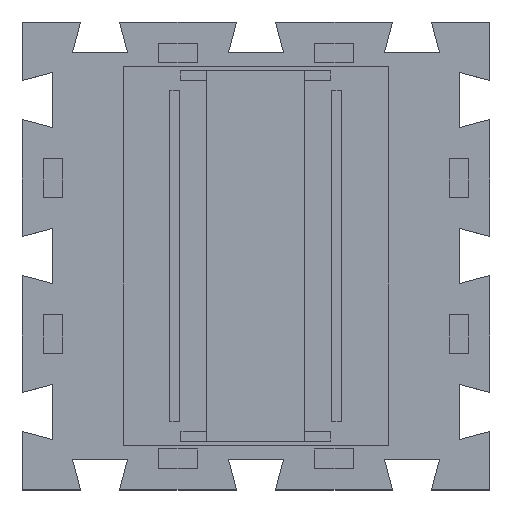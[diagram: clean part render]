
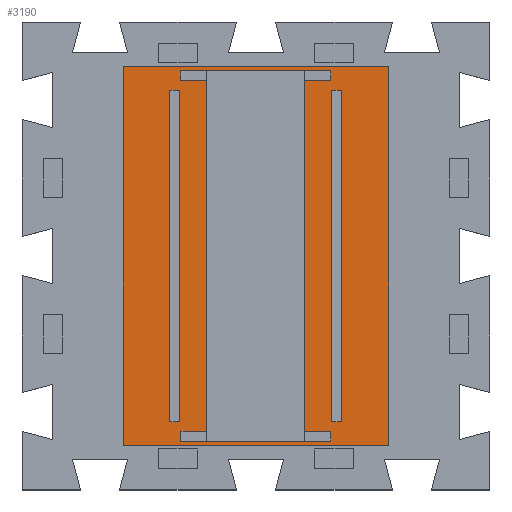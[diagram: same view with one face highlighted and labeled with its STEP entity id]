
A CAD part, top view. The second image highlights one B-rep face of the part: STEP entity #3190.
In plain terms, the highlighted planar face has unit normal (0, 0, 1).
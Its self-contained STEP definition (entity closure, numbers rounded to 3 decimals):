
#15=FACE_BOUND('',#356,.T.);
#16=FACE_BOUND('',#357,.T.);
#17=FACE_BOUND('',#358,.T.);
#186=FACE_OUTER_BOUND('',#355,.T.);
#355=EDGE_LOOP('',(#2727,#2728,#2729,#2730));
#356=EDGE_LOOP('',(#2731,#2732,#2733,#2734));
#357=EDGE_LOOP('',(#2735,#2736,#2737,#2738));
#358=EDGE_LOOP('',(#2739,#2740,#2741,#2742,#2743,#2744,#2745,#2746,#2747,
#2748,#2749,#2750));
#737=LINE('',#4918,#1177);
#741=LINE('',#4925,#1181);
#744=LINE('',#4931,#1184);
#746=LINE('',#4934,#1186);
#749=LINE('',#4942,#1189);
#753=LINE('',#4949,#1193);
#756=LINE('',#4955,#1196);
#758=LINE('',#4958,#1198);
#759=LINE('',#4962,#1199);
#760=LINE('',#4964,#1200);
#761=LINE('',#4966,#1201);
#762=LINE('',#4967,#1202);
#763=LINE('',#4970,#1203);
#764=LINE('',#4972,#1204);
#765=LINE('',#4974,#1205);
#766=LINE('',#4976,#1206);
#767=LINE('',#4978,#1207);
#768=LINE('',#4980,#1208);
#769=LINE('',#4982,#1209);
#770=LINE('',#4984,#1210);
#771=LINE('',#4986,#1211);
#772=LINE('',#4988,#1212);
#773=LINE('',#4990,#1213);
#774=LINE('',#4991,#1214);
#1177=VECTOR('',#4035,10.);
#1181=VECTOR('',#4041,10.);
#1184=VECTOR('',#4046,10.);
#1186=VECTOR('',#4050,10.);
#1189=VECTOR('',#4055,10.);
#1193=VECTOR('',#4061,10.);
#1196=VECTOR('',#4066,10.);
#1198=VECTOR('',#4070,10.);
#1199=VECTOR('',#4073,10.);
#1200=VECTOR('',#4074,10.);
#1201=VECTOR('',#4075,10.);
#1202=VECTOR('',#4076,10.);
#1203=VECTOR('',#4077,10.);
#1204=VECTOR('',#4078,10.);
#1205=VECTOR('',#4079,10.);
#1206=VECTOR('',#4080,10.);
#1207=VECTOR('',#4081,10.);
#1208=VECTOR('',#4082,10.);
#1209=VECTOR('',#4083,10.);
#1210=VECTOR('',#4084,10.);
#1211=VECTOR('',#4085,10.);
#1212=VECTOR('',#4086,10.);
#1213=VECTOR('',#4087,10.);
#1214=VECTOR('',#4088,10.);
#1501=VERTEX_POINT('',#4915);
#1502=VERTEX_POINT('',#4917);
#1504=VERTEX_POINT('',#4923);
#1506=VERTEX_POINT('',#4929);
#1509=VERTEX_POINT('',#4939);
#1510=VERTEX_POINT('',#4941);
#1512=VERTEX_POINT('',#4947);
#1514=VERTEX_POINT('',#4953);
#1515=VERTEX_POINT('',#4960);
#1516=VERTEX_POINT('',#4961);
#1517=VERTEX_POINT('',#4963);
#1518=VERTEX_POINT('',#4965);
#1519=VERTEX_POINT('',#4968);
#1520=VERTEX_POINT('',#4969);
#1521=VERTEX_POINT('',#4971);
#1522=VERTEX_POINT('',#4973);
#1523=VERTEX_POINT('',#4975);
#1524=VERTEX_POINT('',#4977);
#1525=VERTEX_POINT('',#4979);
#1526=VERTEX_POINT('',#4981);
#1527=VERTEX_POINT('',#4983);
#1528=VERTEX_POINT('',#4985);
#1529=VERTEX_POINT('',#4987);
#1530=VERTEX_POINT('',#4989);
#1909=EDGE_CURVE('',#1502,#1501,#737,.T.);
#1913=EDGE_CURVE('',#1501,#1504,#741,.T.);
#1916=EDGE_CURVE('',#1504,#1506,#744,.T.);
#1918=EDGE_CURVE('',#1506,#1502,#746,.T.);
#1921=EDGE_CURVE('',#1510,#1509,#749,.T.);
#1925=EDGE_CURVE('',#1509,#1512,#753,.T.);
#1928=EDGE_CURVE('',#1512,#1514,#756,.T.);
#1930=EDGE_CURVE('',#1514,#1510,#758,.T.);
#1931=EDGE_CURVE('',#1515,#1516,#759,.T.);
#1932=EDGE_CURVE('',#1516,#1517,#760,.T.);
#1933=EDGE_CURVE('',#1517,#1518,#761,.T.);
#1934=EDGE_CURVE('',#1518,#1515,#762,.T.);
#1935=EDGE_CURVE('',#1519,#1520,#763,.T.);
#1936=EDGE_CURVE('',#1521,#1519,#764,.T.);
#1937=EDGE_CURVE('',#1522,#1521,#765,.T.);
#1938=EDGE_CURVE('',#1523,#1522,#766,.T.);
#1939=EDGE_CURVE('',#1524,#1523,#767,.T.);
#1940=EDGE_CURVE('',#1525,#1524,#768,.T.);
#1941=EDGE_CURVE('',#1526,#1525,#769,.T.);
#1942=EDGE_CURVE('',#1527,#1526,#770,.T.);
#1943=EDGE_CURVE('',#1528,#1527,#771,.T.);
#1944=EDGE_CURVE('',#1529,#1528,#772,.T.);
#1945=EDGE_CURVE('',#1530,#1529,#773,.T.);
#1946=EDGE_CURVE('',#1520,#1530,#774,.T.);
#2727=ORIENTED_EDGE('',*,*,#1931,.T.);
#2728=ORIENTED_EDGE('',*,*,#1932,.T.);
#2729=ORIENTED_EDGE('',*,*,#1933,.T.);
#2730=ORIENTED_EDGE('',*,*,#1934,.T.);
#2731=ORIENTED_EDGE('',*,*,#1909,.T.);
#2732=ORIENTED_EDGE('',*,*,#1913,.T.);
#2733=ORIENTED_EDGE('',*,*,#1916,.T.);
#2734=ORIENTED_EDGE('',*,*,#1918,.T.);
#2735=ORIENTED_EDGE('',*,*,#1921,.T.);
#2736=ORIENTED_EDGE('',*,*,#1925,.T.);
#2737=ORIENTED_EDGE('',*,*,#1928,.T.);
#2738=ORIENTED_EDGE('',*,*,#1930,.T.);
#2739=ORIENTED_EDGE('',*,*,#1935,.F.);
#2740=ORIENTED_EDGE('',*,*,#1936,.F.);
#2741=ORIENTED_EDGE('',*,*,#1937,.F.);
#2742=ORIENTED_EDGE('',*,*,#1938,.F.);
#2743=ORIENTED_EDGE('',*,*,#1939,.F.);
#2744=ORIENTED_EDGE('',*,*,#1940,.F.);
#2745=ORIENTED_EDGE('',*,*,#1941,.F.);
#2746=ORIENTED_EDGE('',*,*,#1942,.F.);
#2747=ORIENTED_EDGE('',*,*,#1943,.F.);
#2748=ORIENTED_EDGE('',*,*,#1944,.F.);
#2749=ORIENTED_EDGE('',*,*,#1945,.F.);
#2750=ORIENTED_EDGE('',*,*,#1946,.F.);
#3021=PLANE('',#3383);
#3190=ADVANCED_FACE('',(#186,#15,#16,#17),#3021,.T.);
#3383=AXIS2_PLACEMENT_3D('',#4959,#4071,#4072);
#4035=DIRECTION('',(0.,1.,0.));
#4041=DIRECTION('',(1.,0.,0.));
#4046=DIRECTION('',(0.,-1.,0.));
#4050=DIRECTION('',(-1.,0.,0.));
#4055=DIRECTION('',(0.,1.,0.));
#4061=DIRECTION('',(1.,0.,0.));
#4066=DIRECTION('',(0.,-1.,0.));
#4070=DIRECTION('',(-1.,0.,0.));
#4071=DIRECTION('center_axis',(0.,0.,1.));
#4072=DIRECTION('ref_axis',(1.,0.,0.));
#4073=DIRECTION('',(1.,0.,0.));
#4074=DIRECTION('',(0.,1.,0.));
#4075=DIRECTION('',(-1.,0.,0.));
#4076=DIRECTION('',(0.,-1.,0.));
#4077=DIRECTION('',(0.,1.,0.));
#4078=DIRECTION('',(1.,0.,0.));
#4079=DIRECTION('',(0.,1.,0.));
#4080=DIRECTION('',(-1.,0.,0.));
#4081=DIRECTION('',(0.,1.,0.));
#4082=DIRECTION('',(1.,0.,0.));
#4083=DIRECTION('',(0.,-1.,0.));
#4084=DIRECTION('',(-1.,0.,0.));
#4085=DIRECTION('',(0.,-1.,0.));
#4086=DIRECTION('',(1.,0.,0.));
#4087=DIRECTION('',(0.,-1.,0.));
#4088=DIRECTION('',(-1.,0.,0.));
#4915=CARTESIAN_POINT('',(19.4,42.5,4.5));
#4917=CARTESIAN_POINT('',(19.4,-42.5,4.5));
#4918=CARTESIAN_POINT('',(19.4,21.25,4.5));
#4923=CARTESIAN_POINT('',(21.9,42.5,4.5));
#4925=CARTESIAN_POINT('',(10.95,42.5,4.5));
#4929=CARTESIAN_POINT('',(21.9,-42.5,4.5));
#4931=CARTESIAN_POINT('',(21.9,-21.25,4.5));
#4934=CARTESIAN_POINT('',(9.7,-42.5,4.5));
#4939=CARTESIAN_POINT('',(-22.1,42.5,4.5));
#4941=CARTESIAN_POINT('',(-22.1,-42.5,4.5));
#4942=CARTESIAN_POINT('',(-22.1,21.25,4.5));
#4947=CARTESIAN_POINT('',(-19.6,42.5,4.5));
#4949=CARTESIAN_POINT('',(-9.8,42.5,4.5));
#4953=CARTESIAN_POINT('',(-19.6,-42.5,4.5));
#4955=CARTESIAN_POINT('',(-19.6,-21.25,4.5));
#4958=CARTESIAN_POINT('',(-11.05,-42.5,4.5));
#4959=CARTESIAN_POINT('Origin',(0.,0.,4.5));
#4960=CARTESIAN_POINT('',(-34.,-48.5,4.5));
#4961=CARTESIAN_POINT('',(34.,-48.5,4.5));
#4962=CARTESIAN_POINT('',(34.,-48.5,4.5));
#4963=CARTESIAN_POINT('',(34.,48.5,4.5));
#4964=CARTESIAN_POINT('',(34.,48.5,4.5));
#4965=CARTESIAN_POINT('',(-34.,48.5,4.5));
#4966=CARTESIAN_POINT('',(-34.,48.5,4.5));
#4967=CARTESIAN_POINT('',(-34.,-48.5,4.5));
#4968=CARTESIAN_POINT('',(19.15,45.,4.5));
#4969=CARTESIAN_POINT('',(19.15,47.5,4.5));
#4970=CARTESIAN_POINT('',(19.15,22.5,4.5));
#4971=CARTESIAN_POINT('',(1.15,45.,4.5));
#4972=CARTESIAN_POINT('',(0.575,45.,4.5));
#4973=CARTESIAN_POINT('',(1.15,-45.,4.5));
#4974=CARTESIAN_POINT('',(1.15,-23.75,4.5));
#4975=CARTESIAN_POINT('',(19.15,-45.,4.5));
#4976=CARTESIAN_POINT('',(9.575,-45.,4.5));
#4977=CARTESIAN_POINT('',(19.15,-47.5,4.5));
#4978=CARTESIAN_POINT('',(19.15,-23.75,4.5));
#4979=CARTESIAN_POINT('',(-19.25,-47.5,4.5));
#4980=CARTESIAN_POINT('',(-9.625,-47.5,4.5));
#4981=CARTESIAN_POINT('',(-19.25,-45.,4.5));
#4982=CARTESIAN_POINT('',(-19.25,-22.5,4.5));
#4983=CARTESIAN_POINT('',(-1.35,-45.,4.5));
#4984=CARTESIAN_POINT('',(-0.675,-45.,4.5));
#4985=CARTESIAN_POINT('',(-1.35,45.,4.5));
#4986=CARTESIAN_POINT('',(-1.35,22.5,4.5));
#4987=CARTESIAN_POINT('',(-19.25,45.,4.5));
#4988=CARTESIAN_POINT('',(-9.625,45.,4.5));
#4989=CARTESIAN_POINT('',(-19.25,47.5,4.5));
#4990=CARTESIAN_POINT('',(-19.25,23.75,4.5));
#4991=CARTESIAN_POINT('',(0.575,47.5,4.5));
